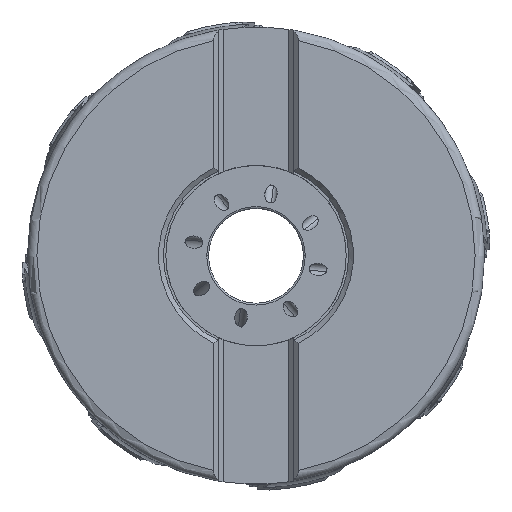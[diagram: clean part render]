
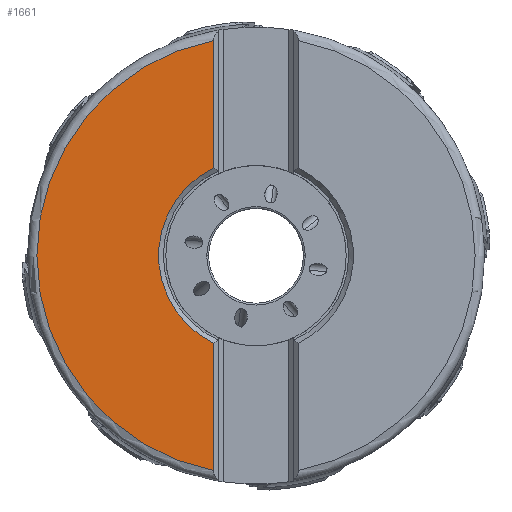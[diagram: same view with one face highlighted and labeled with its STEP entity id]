
A CAD part, top view. The second image highlights one B-rep face of the part: STEP entity #1661.
In plain terms, the highlighted planar face has unit normal (0, 0, 1).
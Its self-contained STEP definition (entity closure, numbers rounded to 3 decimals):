
#1661=ADVANCED_FACE('',(#2537),#2380,.T.);
#2380=PLANE('',#13933);
#2537=FACE_OUTER_BOUND('',#3227,.T.);
#3227=EDGE_LOOP('',(#4797,#4798,#4799,#4800));
#3983=CIRCLE('',#13931,46.25);
#3984=CIRCLE('',#13932,20.55);
#4797=ORIENTED_EDGE('',*,*,#10639,.F.);
#4798=ORIENTED_EDGE('',*,*,#10640,.T.);
#4799=ORIENTED_EDGE('',*,*,#10641,.F.);
#4800=ORIENTED_EDGE('',*,*,#10642,.T.);
#9157=VERTEX_POINT('',#19326);
#9158=VERTEX_POINT('',#19327);
#9159=VERTEX_POINT('',#19329);
#9160=VERTEX_POINT('',#19331);
#10639=EDGE_CURVE('',#9157,#9158,#12819,.T.);
#10640=EDGE_CURVE('',#9157,#9159,#3983,.T.);
#10641=EDGE_CURVE('',#9160,#9159,#12820,.T.);
#10642=EDGE_CURVE('',#9160,#9158,#3984,.T.);
#12819=LINE('',#19325,#13243);
#12820=LINE('',#19330,#13244);
#13243=VECTOR('',#15624,1.);
#13244=VECTOR('',#15627,1.);
#13931=AXIS2_PLACEMENT_3D('',#19328,#15625,#15626);
#13932=AXIS2_PLACEMENT_3D('',#19332,#15628,#15629);
#13933=AXIS2_PLACEMENT_3D('',#19333,#15630,#15631);
#15624=DIRECTION('',(0.,-1.,0.));
#15625=DIRECTION('',(0.,0.,1.));
#15626=DIRECTION('',(-0.193,0.981,0.));
#15627=DIRECTION('',(0.,-1.,0.));
#15628=DIRECTION('',(0.,0.,-1.));
#15629=DIRECTION('',(-0.435,-0.9,0.));
#15630=DIRECTION('',(0.,0.,1.));
#15631=DIRECTION('',(1.,0.,0.));
#19325=CARTESIAN_POINT('',(-8.938,45.378,0.));
#19326=CARTESIAN_POINT('',(-8.938,45.378,0.));
#19327=CARTESIAN_POINT('',(-8.938,18.505,0.));
#19328=CARTESIAN_POINT('',(0.,0.,0.));
#19329=CARTESIAN_POINT('',(-8.938,-45.378,0.));
#19330=CARTESIAN_POINT('',(-8.938,-18.505,0.));
#19331=CARTESIAN_POINT('',(-8.938,-18.505,0.));
#19332=CARTESIAN_POINT('',(0.,0.,0.));
#19333=CARTESIAN_POINT('',(27.663,0.,0.));
